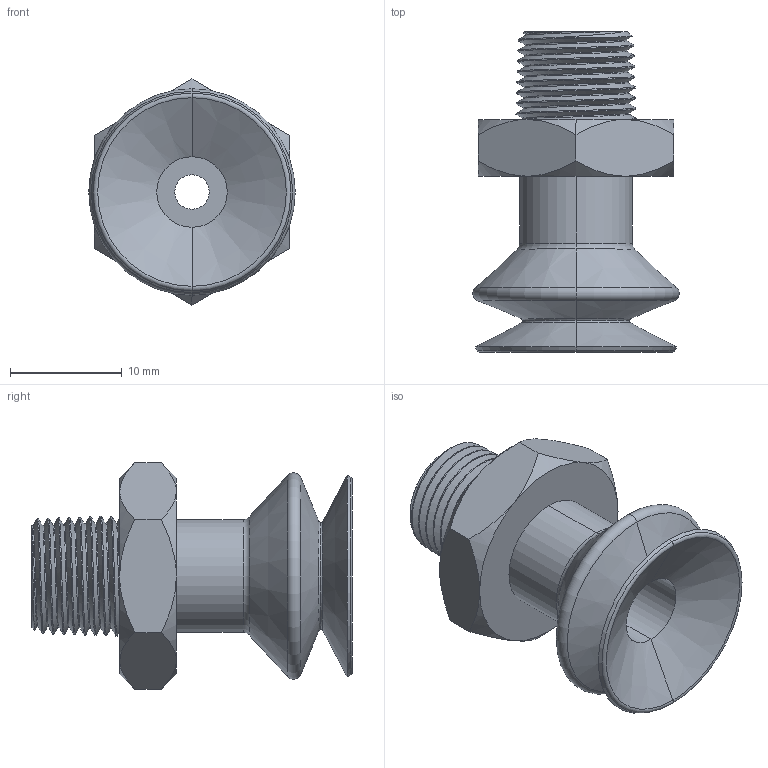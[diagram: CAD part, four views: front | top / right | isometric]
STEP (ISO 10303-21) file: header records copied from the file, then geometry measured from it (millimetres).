
FILE_DESCRIPTION (( 'STEP AP203' ), '1' );
FILE_NAME ('5427A722.step', '2018-10-12T14:15:21', ( '' ), ( '' ), 'SwSTEP 2.0', 'SolidWorks 2014', '' );
FILE_SCHEMA (( 'CONFIG_CONTROL_DESIGN' ));
Length unit declared in the file: inch
Products named in the file (1): 5427A722
Bounding box: 18.48 x 28.7 x 20.24 mm (x, y, z)
Volume: 3237.8 mm3; surface area: 2817 mm2
Topology: 2 solids, 2 shells, 73 faces, 170 edges, 101 vertices
Faces by surface type: cone 44, torus 10, plane 10, cylinder 6, bspline 3
Entity records: 9671 total; most frequent: CARTESIAN_POINT 8031, ORIENTED_EDGE 340, DIRECTION 302, EDGE_CURVE 170, AXIS2_PLACEMENT_3D 130, VERTEX_POINT 101, EDGE_LOOP 77, FACE_OUTER_BOUND 73
